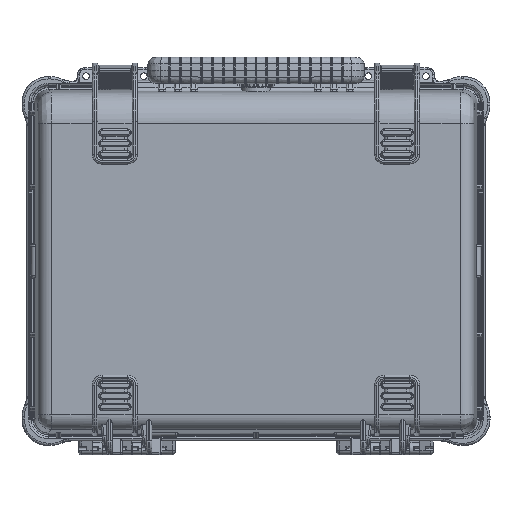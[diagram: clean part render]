
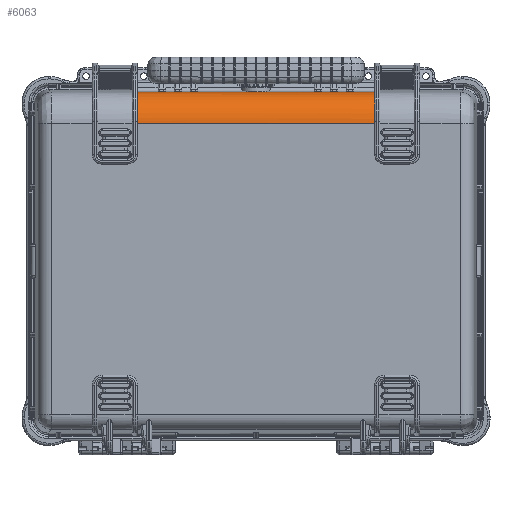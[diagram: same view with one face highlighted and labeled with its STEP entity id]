
A CAD part, front view. The second image highlights one B-rep face of the part: STEP entity #6063.
In plain terms, the highlighted cylindrical face has radius 35 mm (diameter 70 mm), a partial arc.
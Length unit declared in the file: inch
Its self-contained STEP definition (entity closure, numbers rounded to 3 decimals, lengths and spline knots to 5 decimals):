
#1674 = CARTESIAN_POINT ( 'NONE',  ( 14.52296, 0., 20.09473 ) ) ;
#2353 = CARTESIAN_POINT ( 'NONE',  ( 14.52296, 0.90699, 21.30405 ) ) ;
#3992 = VECTOR ( 'NONE', #144532, 39.37008 ) ;
#4183 = CARTESIAN_POINT ( 'NONE',  ( 14.52296, 0., 20.00604 ) ) ;
#6063 = ADVANCED_FACE ( 'NONE', ( #195093 ), #190265, .T. ) ;
#10294 = B_SPLINE_CURVE_WITH_KNOTS ( 'NONE', 3,
 ( #17091, #1674, #61298, #124097, #32515, #139462, #47951, #154862, #63309, #170235, #78684, #185597, #94002, #2353, #109419, #17756, #124757, #33186 ),
 .UNSPECIFIED., .F., .F.,
 ( 4, 2, 2, 2, 2, 2, 2, 2, 4 ),
 ( 0., 0.125, 0.25, 0.375, 0.5, 0.625, 0.75, 0.875, 1. ),
 .UNSPECIFIED. ) ;
#14181 = CARTESIAN_POINT ( 'NONE',  ( 4.16863, 0.52084, 21.08862 ) ) ;
#14913 = AXIS2_PLACEMENT_3D ( 'NONE', #123358, #138740, #16346 ) ;
#16346 = DIRECTION ( 'NONE',  ( 0., 0., -1. ) ) ;
#17091 = CARTESIAN_POINT ( 'NONE',  ( 14.52296, 0., 20.00604 ) ) ;
#17756 = CARTESIAN_POINT ( 'NONE',  ( 14.52296, 1.1648, 21.37029 ) ) ;
#21796 = EDGE_CURVE ( 'NONE', #52181, #173634, #68657, .T. ) ;
#27895 = VECTOR ( 'NONE', #75151, 39.37008 ) ;
#29602 = CARTESIAN_POINT ( 'NONE',  ( 4.16863, 0.32904, 20.90404 ) ) ;
#32515 = CARTESIAN_POINT ( 'NONE',  ( 14.52296, 0.06807, 20.44286 ) ) ;
#33186 = CARTESIAN_POINT ( 'NONE',  ( 14.52296, 1.34188, 21.38352 ) ) ;
#35468 = ORIENTED_EDGE ( 'NONE', *, *, #100050, .T. ) ;
#44762 = LINE ( 'NONE', #129165, #3992 ) ;
#45024 = CARTESIAN_POINT ( 'NONE',  ( 4.16863, 0.17622, 20.68609 ) ) ;
#45463 = CARTESIAN_POINT ( 'NONE',  ( 4.16863, 1.34188, 21.38352 ) ) ;
#47951 = CARTESIAN_POINT ( 'NONE',  ( 14.52296, 0.17622, 20.68609 ) ) ;
#52181 = VERTEX_POINT ( 'NONE', #45463 ) ;
#58428 = CARTESIAN_POINT ( 'NONE',  ( 4.16863, 1.25323, 21.3812 ) ) ;
#60382 = CARTESIAN_POINT ( 'NONE',  ( 4.16863, 0.06807, 20.44286 ) ) ;
#61298 = CARTESIAN_POINT ( 'NONE',  ( 14.52296, 0.00859, 20.18341 ) ) ;
#63309 = CARTESIAN_POINT ( 'NONE',  ( 14.52296, 0.32904, 20.90404 ) ) ;
#65713 = EDGE_CURVE ( 'NONE', #149715, #173634, #10294, .T. ) ;
#68657 = LINE ( 'NONE', #105208, #27895 ) ;
#73087 = CARTESIAN_POINT ( 'NONE',  ( 14.52296, 1.34188, 21.38352 ) ) ;
#75119 = CARTESIAN_POINT ( 'NONE',  ( 4.16863, 1.1648, 21.37029 ) ) ;
#75151 = DIRECTION ( 'NONE',  ( 1., 0., 0. ) ) ;
#75771 = CARTESIAN_POINT ( 'NONE',  ( 4.16863, 0.00859, 20.18341 ) ) ;
#78684 = CARTESIAN_POINT ( 'NONE',  ( 14.52296, 0.52084, 21.08862 ) ) ;
#79532 = ORIENTED_EDGE ( 'NONE', *, *, #21796, .F. ) ;
#89262 = CARTESIAN_POINT ( 'NONE',  ( 4.16863, 0., 20.00604 ) ) ;
#90459 = CARTESIAN_POINT ( 'NONE',  ( 4.16863, 0.90699, 21.30405 ) ) ;
#91113 = CARTESIAN_POINT ( 'NONE',  ( 4.16863, 0., 20.00604 ) ) ;
#94002 = CARTESIAN_POINT ( 'NONE',  ( 14.52296, 0.74449, 21.23297 ) ) ;
#100050 = EDGE_CURVE ( 'NONE', #161123, #149715, #44762, .T. ) ;
#102470 = ORIENTED_EDGE ( 'NONE', *, *, #65713, .T. ) ;
#105208 = CARTESIAN_POINT ( 'NONE',  ( -0.31956, 1.34188, 21.38352 ) ) ;
#105831 = CARTESIAN_POINT ( 'NONE',  ( 4.16863, 0.66668, 21.18956 ) ) ;
#109419 = CARTESIAN_POINT ( 'NONE',  ( 14.52296, 0.99168, 21.33172 ) ) ;
#121180 = CARTESIAN_POINT ( 'NONE',  ( 4.16863, 0.45281, 21.03109 ) ) ;
#123358 = CARTESIAN_POINT ( 'NONE',  ( -0.31956, 1.37795, 20.00604 ) ) ;
#124097 = CARTESIAN_POINT ( 'NONE',  ( 14.52296, 0.04262, 20.35748 ) ) ;
#124757 = CARTESIAN_POINT ( 'NONE',  ( 14.52296, 1.25323, 21.3812 ) ) ;
#129165 = CARTESIAN_POINT ( 'NONE',  ( -0.31956, 0., 20.00604 ) ) ;
#131945 = CARTESIAN_POINT ( 'NONE',  ( 4.16863, 1.34188, 21.38352 ) ) ;
#134286 = B_SPLINE_CURVE_WITH_KNOTS ( 'NONE', 3,
 ( #131945, #58428, #75119, #182013, #90459, #197459, #105831, #14181, #121180, #29602, #136548, #45024, #151924, #60382, #167349, #75771, #182671, #91113 ),
 .UNSPECIFIED., .F., .F.,
 ( 4, 2, 2, 2, 2, 2, 2, 2, 4 ),
 ( 0., 0.125, 0.25, 0.375, 0.5, 0.625, 0.75, 0.875, 1. ),
 .UNSPECIFIED. ) ;
#136548 = CARTESIAN_POINT ( 'NONE',  ( 4.16863, 0.27331, 20.83452 ) ) ;
#138740 = DIRECTION ( 'NONE',  ( 1., 0., 0. ) ) ;
#139462 = CARTESIAN_POINT ( 'NONE',  ( 14.52296, 0.13487, 20.60717 ) ) ;
#141820 = ORIENTED_EDGE ( 'NONE', *, *, #182514, .T. ) ;
#144532 = DIRECTION ( 'NONE',  ( 1., 0., 0. ) ) ;
#149715 = VERTEX_POINT ( 'NONE', #4183 ) ;
#150426 = EDGE_LOOP ( 'NONE', ( #141820, #35468, #102470, #79532 ) ) ;
#151924 = CARTESIAN_POINT ( 'NONE',  ( 4.16863, 0.13487, 20.60717 ) ) ;
#154862 = CARTESIAN_POINT ( 'NONE',  ( 14.52296, 0.27331, 20.83452 ) ) ;
#161123 = VERTEX_POINT ( 'NONE', #89262 ) ;
#167349 = CARTESIAN_POINT ( 'NONE',  ( 4.16863, 0.04262, 20.35748 ) ) ;
#170235 = CARTESIAN_POINT ( 'NONE',  ( 14.52296, 0.45281, 21.03109 ) ) ;
#173634 = VERTEX_POINT ( 'NONE', #73087 ) ;
#182013 = CARTESIAN_POINT ( 'NONE',  ( 4.16863, 0.99168, 21.33172 ) ) ;
#182514 = EDGE_CURVE ( 'NONE', #52181, #161123, #134286, .T. ) ;
#182671 = CARTESIAN_POINT ( 'NONE',  ( 4.16863, 0., 20.09473 ) ) ;
#185597 = CARTESIAN_POINT ( 'NONE',  ( 14.52296, 0.66668, 21.18956 ) ) ;
#190265 = CYLINDRICAL_SURFACE ( 'NONE', #14913, 1.37795 ) ;
#195093 = FACE_OUTER_BOUND ( 'NONE', #150426, .T. ) ;
#197459 = CARTESIAN_POINT ( 'NONE',  ( 4.16863, 0.74449, 21.23297 ) ) ;
